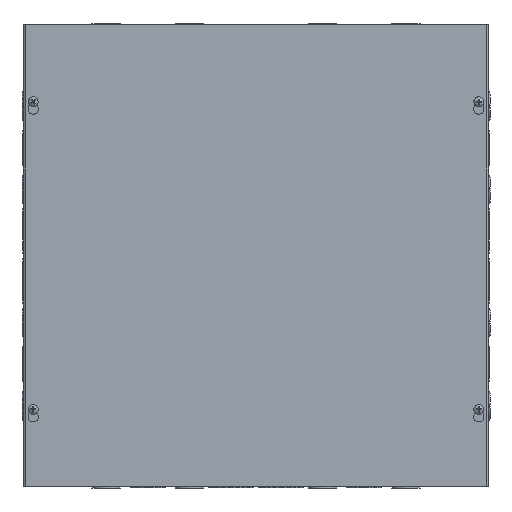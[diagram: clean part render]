
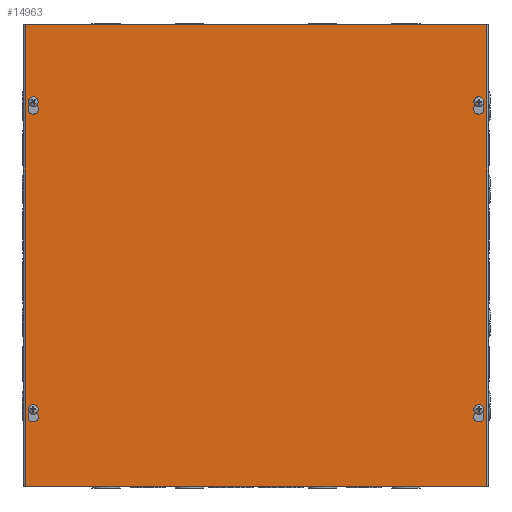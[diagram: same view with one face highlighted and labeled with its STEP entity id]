
A CAD part, top view. The second image highlights one B-rep face of the part: STEP entity #14963.
In plain terms, the highlighted planar face has unit normal (0, 0, 1).
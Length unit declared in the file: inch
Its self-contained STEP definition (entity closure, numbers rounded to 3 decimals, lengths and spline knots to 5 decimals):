
#286=FACE_BOUND($,#2467,.T.);
#287=FACE_BOUND($,#2468,.T.);
#288=FACE_BOUND($,#2469,.T.);
#289=FACE_BOUND($,#2470,.T.);
#290=FACE_BOUND($,#2471,.T.);
#590=CIRCLE($,#16057,0.203);
#592=CIRCLE($,#16061,0.125);
#594=CIRCLE($,#16065,0.203);
#596=CIRCLE($,#16069,0.125);
#598=CIRCLE($,#16073,0.203);
#600=CIRCLE($,#16077,0.125);
#602=CIRCLE($,#16081,0.203);
#604=CIRCLE($,#16085,0.125);
#2467=EDGE_LOOP($,(#12622,#12623,#12624,#12625));
#2468=EDGE_LOOP($,(#12626,#12627,#12628,#12629));
#2469=EDGE_LOOP($,(#12630,#12631,#12632,#12633));
#2470=EDGE_LOOP($,(#12634,#12635,#12636,#12637));
#2471=EDGE_LOOP($,(#12638,#12639,#12640,#12641));
#3982=LINE($,#23794,#5518);
#3986=LINE($,#23806,#5522);
#3990=LINE($,#23818,#5526);
#3994=LINE($,#23830,#5530);
#3998=LINE($,#23842,#5534);
#4002=LINE($,#23854,#5538);
#4006=LINE($,#23866,#5542);
#4010=LINE($,#23878,#5546);
#4012=LINE($,#23886,#5548);
#4016=LINE($,#23894,#5552);
#4019=LINE($,#23900,#5555);
#4022=LINE($,#23905,#5558);
#5518=VECTOR($,#19744,0.26996);
#5522=VECTOR($,#19756,0.26996);
#5526=VECTOR($,#19768,0.26996);
#5530=VECTOR($,#19780,0.26996);
#5534=VECTOR($,#19792,0.26996);
#5538=VECTOR($,#19804,0.26996);
#5542=VECTOR($,#19816,0.26996);
#5546=VECTOR($,#19828,0.26996);
#5548=VECTOR($,#19838,18.);
#5552=VECTOR($,#19844,18.);
#5555=VECTOR($,#19849,18.);
#5558=VECTOR($,#19854,18.);
#6698=VERTEX_POINT($,#23791);
#6699=VERTEX_POINT($,#23793);
#6701=VERTEX_POINT($,#23799);
#6703=VERTEX_POINT($,#23805);
#6706=VERTEX_POINT($,#23815);
#6707=VERTEX_POINT($,#23817);
#6709=VERTEX_POINT($,#23823);
#6711=VERTEX_POINT($,#23829);
#6714=VERTEX_POINT($,#23839);
#6715=VERTEX_POINT($,#23841);
#6717=VERTEX_POINT($,#23847);
#6719=VERTEX_POINT($,#23853);
#6722=VERTEX_POINT($,#23863);
#6723=VERTEX_POINT($,#23865);
#6725=VERTEX_POINT($,#23871);
#6727=VERTEX_POINT($,#23877);
#6728=VERTEX_POINT($,#23884);
#6729=VERTEX_POINT($,#23885);
#6732=VERTEX_POINT($,#23893);
#6734=VERTEX_POINT($,#23899);
#8559=EDGE_CURVE($,#6699,#6698,#3982,.T.);
#8562=EDGE_CURVE($,#6701,#6699,#590,.T.);
#8565=EDGE_CURVE($,#6703,#6701,#3986,.T.);
#8568=EDGE_CURVE($,#6698,#6703,#592,.T.);
#8571=EDGE_CURVE($,#6707,#6706,#3990,.T.);
#8574=EDGE_CURVE($,#6709,#6707,#594,.T.);
#8577=EDGE_CURVE($,#6711,#6709,#3994,.T.);
#8580=EDGE_CURVE($,#6706,#6711,#596,.T.);
#8583=EDGE_CURVE($,#6715,#6714,#3998,.T.);
#8586=EDGE_CURVE($,#6717,#6715,#598,.T.);
#8589=EDGE_CURVE($,#6719,#6717,#4002,.T.);
#8592=EDGE_CURVE($,#6714,#6719,#600,.T.);
#8595=EDGE_CURVE($,#6723,#6722,#4006,.T.);
#8598=EDGE_CURVE($,#6725,#6723,#602,.T.);
#8601=EDGE_CURVE($,#6727,#6725,#4010,.T.);
#8604=EDGE_CURVE($,#6722,#6727,#604,.T.);
#8605=EDGE_CURVE($,#6728,#6729,#4012,.T.);
#8609=EDGE_CURVE($,#6729,#6732,#4016,.T.);
#8612=EDGE_CURVE($,#6732,#6734,#4019,.T.);
#8615=EDGE_CURVE($,#6734,#6728,#4022,.T.);
#12622=ORIENTED_EDGE($,*,*,#8559,.T.);
#12623=ORIENTED_EDGE($,*,*,#8568,.T.);
#12624=ORIENTED_EDGE($,*,*,#8565,.T.);
#12625=ORIENTED_EDGE($,*,*,#8562,.T.);
#12626=ORIENTED_EDGE($,*,*,#8571,.T.);
#12627=ORIENTED_EDGE($,*,*,#8580,.T.);
#12628=ORIENTED_EDGE($,*,*,#8577,.T.);
#12629=ORIENTED_EDGE($,*,*,#8574,.T.);
#12630=ORIENTED_EDGE($,*,*,#8583,.T.);
#12631=ORIENTED_EDGE($,*,*,#8592,.T.);
#12632=ORIENTED_EDGE($,*,*,#8589,.T.);
#12633=ORIENTED_EDGE($,*,*,#8586,.T.);
#12634=ORIENTED_EDGE($,*,*,#8595,.T.);
#12635=ORIENTED_EDGE($,*,*,#8604,.T.);
#12636=ORIENTED_EDGE($,*,*,#8601,.T.);
#12637=ORIENTED_EDGE($,*,*,#8598,.T.);
#12638=ORIENTED_EDGE($,*,*,#8605,.F.);
#12639=ORIENTED_EDGE($,*,*,#8615,.F.);
#12640=ORIENTED_EDGE($,*,*,#8612,.F.);
#12641=ORIENTED_EDGE($,*,*,#8609,.F.);
#13377=PLANE($,#16091);
#14963=ADVANCED_FACE($,(#286,#287,#288,#289,#290),#13377,.T.);
#16057=AXIS2_PLACEMENT_3D($,#23800,#19750,#19751);
#16061=AXIS2_PLACEMENT_3D($,#23810,#19762,#19763);
#16065=AXIS2_PLACEMENT_3D($,#23824,#19774,#19775);
#16069=AXIS2_PLACEMENT_3D($,#23834,#19786,#19787);
#16073=AXIS2_PLACEMENT_3D($,#23848,#19798,#19799);
#16077=AXIS2_PLACEMENT_3D($,#23858,#19810,#19811);
#16081=AXIS2_PLACEMENT_3D($,#23872,#19822,#19823);
#16085=AXIS2_PLACEMENT_3D($,#23882,#19834,#19835);
#16091=AXIS2_PLACEMENT_3D($,#23908,#19858,#19859);
#19744=DIRECTION($,(0.278,0.961,0.));
#19750=DIRECTION('center_axis',(0.,0.,-1.));
#19751=DIRECTION('ref_axis',(-0.961,0.278,0.));
#19756=DIRECTION($,(0.278,-0.961,0.));
#19762=DIRECTION('center_axis',(0.,0.,-1.));
#19763=DIRECTION('ref_axis',(0.961,0.278,0.));
#19768=DIRECTION($,(0.278,0.961,0.));
#19774=DIRECTION('center_axis',(0.,0.,-1.));
#19775=DIRECTION('ref_axis',(-0.961,0.278,0.));
#19780=DIRECTION($,(0.278,-0.961,0.));
#19786=DIRECTION('center_axis',(0.,0.,-1.));
#19787=DIRECTION('ref_axis',(0.961,0.278,0.));
#19792=DIRECTION($,(0.278,0.961,0.));
#19798=DIRECTION('center_axis',(0.,0.,-1.));
#19799=DIRECTION('ref_axis',(-0.961,0.278,0.));
#19804=DIRECTION($,(0.278,-0.961,0.));
#19810=DIRECTION('center_axis',(0.,0.,-1.));
#19811=DIRECTION('ref_axis',(0.961,0.278,0.));
#19816=DIRECTION($,(0.278,0.961,0.));
#19822=DIRECTION('center_axis',(0.,0.,-1.));
#19823=DIRECTION('ref_axis',(-0.961,0.278,0.));
#19828=DIRECTION($,(0.278,-0.961,0.));
#19834=DIRECTION('center_axis',(0.,0.,-1.));
#19835=DIRECTION('ref_axis',(0.961,0.278,0.));
#19838=DIRECTION($,(0.,1.,0.));
#19844=DIRECTION($,(1.,0.,0.));
#19849=DIRECTION($,(0.,-1.,0.));
#19854=DIRECTION($,(-1.,0.,0.));
#19858=DIRECTION('center_axis',(0.,0.,1.));
#19859=DIRECTION('ref_axis',(1.,0.,0.));
#23791=CARTESIAN_POINT('',(17.56741,3.0347,0.0625));
#23793=CARTESIAN_POINT('',(17.49248,2.77535,0.0625));
#23794=CARTESIAN_POINT($,(18.03274,4.64519,0.0625));
#23799=CARTESIAN_POINT('',(17.88252,2.77535,0.0625));
#23800=CARTESIAN_POINT('Origin',(17.6875,2.719,0.0625));
#23805=CARTESIAN_POINT('',(17.80759,3.0347,0.0625));
#23806=CARTESIAN_POINT($,(16.71035,6.83223,0.0625));
#23810=CARTESIAN_POINT('Origin',(17.6875,3.,0.0625));
#23815=CARTESIAN_POINT('',(0.19241,3.0347,0.0625));
#23817=CARTESIAN_POINT('',(0.11748,2.77535,0.0625));
#23818=CARTESIAN_POINT($,(1.32712,6.9619,0.0625));
#23823=CARTESIAN_POINT('',(0.50752,2.77535,0.0625));
#23824=CARTESIAN_POINT('Origin',(0.3125,2.719,0.0625));
#23829=CARTESIAN_POINT('',(0.43259,3.0347,0.0625));
#23830=CARTESIAN_POINT($,(0.00473,4.51552,0.0625));
#23834=CARTESIAN_POINT('Origin',(0.3125,3.,0.0625));
#23839=CARTESIAN_POINT('',(17.56741,15.0347,0.0625));
#23841=CARTESIAN_POINT('',(17.49248,14.77535,0.0625));
#23842=CARTESIAN_POINT($,(16.43271,11.10749,0.0625));
#23847=CARTESIAN_POINT('',(17.88252,14.77535,0.0625));
#23848=CARTESIAN_POINT('Origin',(17.6875,14.719,0.0625));
#23853=CARTESIAN_POINT('',(17.80759,15.0347,0.0625));
#23854=CARTESIAN_POINT($,(18.31038,13.29453,0.0625));
#23858=CARTESIAN_POINT('Origin',(17.6875,15.,0.0625));
#23863=CARTESIAN_POINT('',(0.19241,15.0347,0.0625));
#23865=CARTESIAN_POINT('',(0.11748,14.77535,0.0625));
#23866=CARTESIAN_POINT($,(-0.27291,13.42421,0.0625));
#23871=CARTESIAN_POINT('',(0.50752,14.77535,0.0625));
#23872=CARTESIAN_POINT('Origin',(0.3125,14.719,0.0625));
#23877=CARTESIAN_POINT('',(0.43259,15.0347,0.0625));
#23878=CARTESIAN_POINT($,(1.60476,10.97782,0.0625));
#23882=CARTESIAN_POINT('Origin',(0.3125,15.,0.0625));
#23884=CARTESIAN_POINT('',(0.,0.,0.0625));
#23885=CARTESIAN_POINT('',(0.,18.,0.0625));
#23886=CARTESIAN_POINT($,(0.,18.,0.0625));
#23893=CARTESIAN_POINT('',(18.,18.,0.0625));
#23894=CARTESIAN_POINT($,(18.,18.,0.0625));
#23899=CARTESIAN_POINT('',(18.,0.,0.0625));
#23900=CARTESIAN_POINT($,(18.,0.,0.0625));
#23905=CARTESIAN_POINT($,(0.,0.,0.0625));
#23908=CARTESIAN_POINT('Origin',(9.,9.,0.0625));
